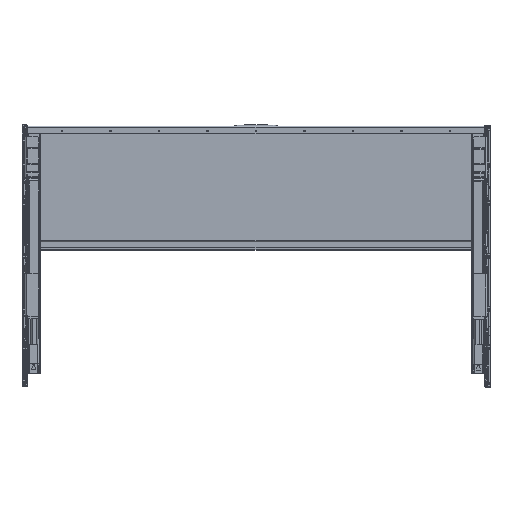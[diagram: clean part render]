
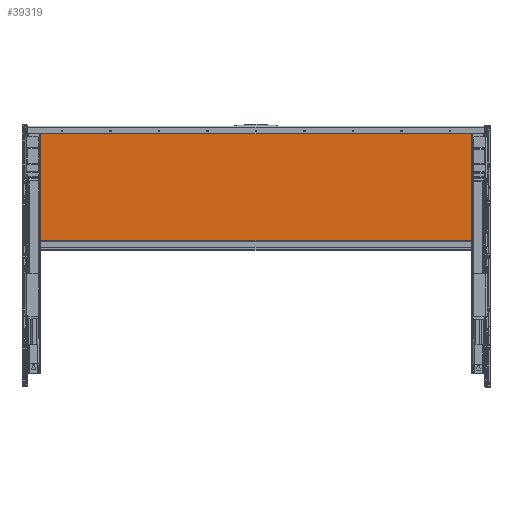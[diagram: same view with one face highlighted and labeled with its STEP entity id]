
A CAD part, front view. The second image highlights one B-rep face of the part: STEP entity #39319.
In plain terms, the highlighted planar face has unit normal (0, -1, 0).
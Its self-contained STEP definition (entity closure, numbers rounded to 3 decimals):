
#39319=ADVANCED_FACE('9827',(#71134),#71135,.F.);
#71134=FACE_OUTER_BOUND('',#94918,.T.);
#71135=PLANE('',#94919);
#94918=EDGE_LOOP('',(#103830,#103831,#103832,#103833,#103834,#103835));
#94919=AXIS2_PLACEMENT_3D('',#103836,#103837,#103838);
#103830=ORIENTED_EDGE('',*,*,#124861,.T.);
#103831=ORIENTED_EDGE('',*,*,#124862,.F.);
#103832=ORIENTED_EDGE('',*,*,#124863,.F.);
#103833=ORIENTED_EDGE('',*,*,#124860,.F.);
#103834=ORIENTED_EDGE('',*,*,#124864,.T.);
#103835=ORIENTED_EDGE('',*,*,#124865,.F.);
#103836=CARTESIAN_POINT('',(399.8,-0.75,0.0));
#103837=DIRECTION('',(-0.0,1.0,0.0));
#103838=DIRECTION('',(1.0,0.0,0.0));
#124860=EDGE_CURVE('35143',#128475,#128473,#128477,.T.);
#124861=EDGE_CURVE('22290',#128478,#128479,#128480,.T.);
#124862=EDGE_CURVE('9831',#128456,#128479,#128481,.T.);
#124863=EDGE_CURVE('22291',#128473,#128456,#128482,.T.);
#124864=EDGE_CURVE('15729',#128475,#128483,#128484,.T.);
#124865=EDGE_CURVE('35141',#128478,#128483,#128485,.T.);
#128456=VERTEX_POINT('',#132795);
#128473=VERTEX_POINT('',#132819);
#128475=VERTEX_POINT('',#132822);
#128477=LINE('',#132825,#132826);
#128478=VERTEX_POINT('',#132827);
#128479=VERTEX_POINT('',#132828);
#128480=LINE('',#132829,#132830);
#128481=LINE('',#132831,#132832);
#128482=LINE('',#132833,#132834);
#128483=VERTEX_POINT('',#132835);
#128484=LINE('',#132836,#132837);
#128485=LINE('',#132838,#132839);
#132795=CARTESIAN_POINT('',(-399.8,-0.75,0.0));
#132819=CARTESIAN_POINT('',(-399.8,-0.75,-211.5));
#132822=CARTESIAN_POINT('',(-398.8,-0.75,-211.5));
#132825=CARTESIAN_POINT('',(-398.8,-0.75,-211.5));
#132826=VECTOR('',#140258,1.0);
#132827=CARTESIAN_POINT('',(399.8,-0.75,-211.5));
#132828=CARTESIAN_POINT('',(399.8,-0.75,0.0));
#132829=CARTESIAN_POINT('',(399.8,-0.75,-211.5));
#132830=VECTOR('',#140259,211.5);
#132831=CARTESIAN_POINT('',(-399.8,-0.75,0.0));
#132832=VECTOR('',#140260,799.6);
#132833=CARTESIAN_POINT('',(-399.8,-0.75,-211.5));
#132834=VECTOR('',#140261,211.5);
#132835=CARTESIAN_POINT('',(398.8,-0.75,-211.5));
#132836=CARTESIAN_POINT('',(-398.8,-0.75,-211.5));
#132837=VECTOR('',#140262,797.6);
#132838=CARTESIAN_POINT('',(399.8,-0.75,-211.5));
#132839=VECTOR('',#140263,1.0);
#140258=DIRECTION('',(-1.0,0.0,0.0));
#140259=DIRECTION('',(0.0,0.0,1.0));
#140260=DIRECTION('',(1.0,0.0,0.0));
#140261=DIRECTION('',(0.0,0.0,1.0));
#140262=DIRECTION('',(1.0,0.0,0.0));
#140263=DIRECTION('',(-1.0,0.0,0.0));
